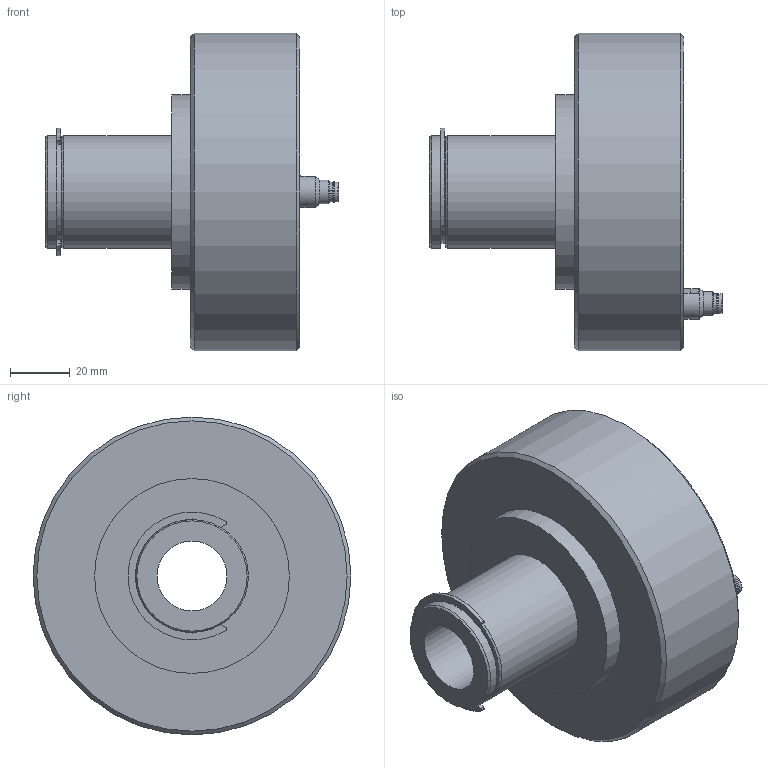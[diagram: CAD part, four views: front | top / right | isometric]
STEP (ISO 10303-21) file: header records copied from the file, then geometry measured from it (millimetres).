
FILE_DESCRIPTION(/* description */ (''),/* implementation_level */ '2;1');
FILE_NAME(/* name */ 'FI8CV04ANA.stp',/* time_stamp */ '2020-06-09T10:02:40-05:00',/* author */ ('jake.chandler'),/* organization */ ('FasTest,Inc.'),/* preprocessor_version */ 'ST-DEVELOPER v17.2',/* originating_system */ 'Autodesk Inventor 2019',/* authorisation */ '');
FILE_SCHEMA (('AUTOMOTIVE_DESIGN { 1 0 10303 214 3 1 1 }'));
Length unit declared in the file: inch
Products named in the file (1): FI8CV04ANA_Shrinkwrap_1
Bounding box: 98.33 x 106.68 x 106.68 mm (x, y, z)
Volume: 336751.1 mm3; surface area: 55226.7 mm2
Topology: 1 solids, 1 shells, 159 faces, 447 edges, 304 vertices
Faces by surface type: plane 68, cylinder 50, cone 21, torus 8, bspline 6, sphere 6
Full cylindrical faces by diameter (mm): 0.7 x6, 1.45 x1, 2.489 x2, 3.302 x2, 5.41 x2, 5.8 x1, 6.5 x1, 6.6 x1, 6.9 x1, 7.97 x1, 8.611 x1, 10.42 x1, 23.419 x1, 34.29 x1, 37.897 x2, 65.405 x1, 91.44 x1, 101.6 x2, 103.937 x1, 106.68 x1
Entity records: 5837 total; most frequent: CARTESIAN_POINT 1222, DIRECTION 997, ORIENTED_EDGE 878, EDGE_CURVE 439, AXIS2_PLACEMENT_3D 418, VERTEX_POINT 304, CIRCLE 244, EDGE_LOOP 189
